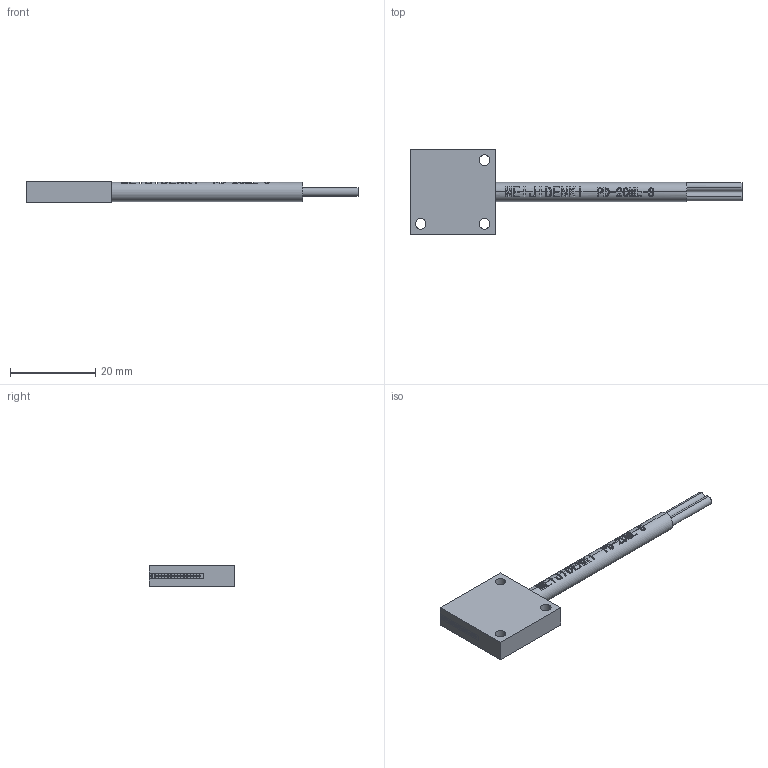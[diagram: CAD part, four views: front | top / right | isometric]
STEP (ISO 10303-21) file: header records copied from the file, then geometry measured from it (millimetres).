
FILE_DESCRIPTION (( 'STEP AP214' ), '1' );
FILE_NAME ('PD-20ML-S.STEP', '2015-09-24T09:00:55', ( '' ), ( '' ), 'SwSTEP 2.0', 'SolidWorks 2013', '' );
FILE_SCHEMA (( 'AUTOMOTIVE_DESIGN' ));
Length unit declared in the file: millimetre
Products named in the file (1): PD-20ML-S
Bounding box: 78 x 20 x 5 mm (x, y, z)
Volume: 2531.6 mm3; surface area: 2855.6 mm2
Topology: 1 solids, 1 shells, 264 faces, 720 edges, 480 vertices
Faces by surface type: plane 166, cylinder 63, bspline 35
Entity records: 13540 total; most frequent: CARTESIAN_POINT 4198, ORIENTED_EDGE 1440, DIRECTION 1259, EDGE_CURVE 720, VERTEX_POINT 480, AXIS2_PLACEMENT_3D 420, VECTOR 419, LINE 419
